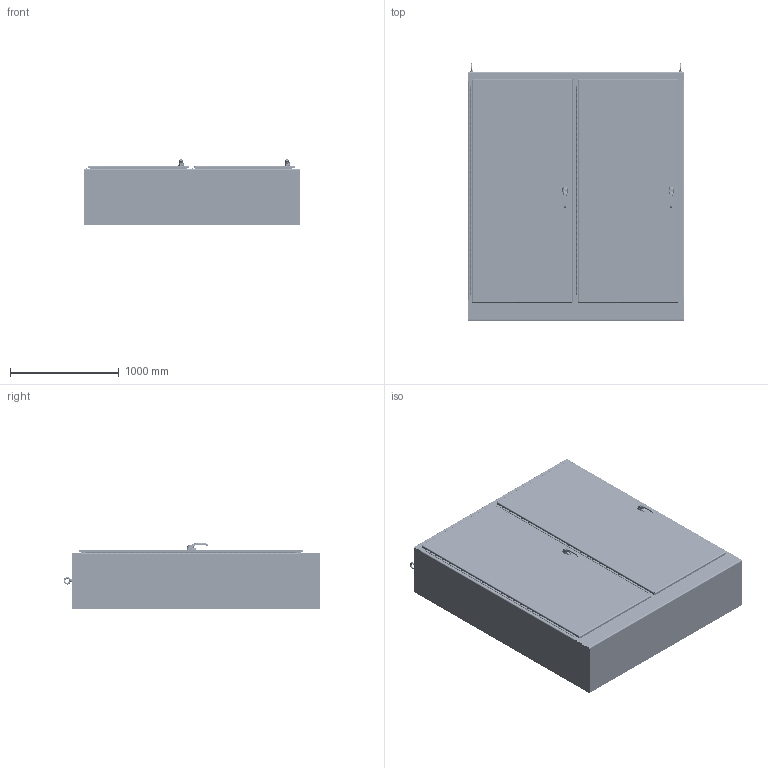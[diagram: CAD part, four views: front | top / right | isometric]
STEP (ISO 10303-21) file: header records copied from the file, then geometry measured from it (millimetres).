
FILE_DESCRIPTION(/* description */ ('WA_XM_SSN4, FREE-STANDING, DISC., 304 S.S., 90x78.5x20'),/* implementation_level */ '2;1');
FILE_NAME(/* name */ 'WA90XM7720SSN4.stp',/* time_stamp */ '2021-03-22T09:52:05-05:00',/* author */ ('kadelman'),/* organization */ (''),/* preprocessor_version */ 'ST-DEVELOPER v18.1',/* originating_system */ 'Autodesk Inventor 2020',/* authorisation */ '');
FILE_SCHEMA (('AUTOMOTIVE_DESIGN { 1 0 10303 214 3 1 1 }'));
Products named in the file (123): WA90XM7720SSN4; WA90XM20SSN4LS; WA90XM77SSN4HFB; WAXM7720SSN4TOP; WAXM7720SSN4BTM; WA90XM20SSN4RS; WA90XMSSN4MR; HFW332010; HFW332010S; HFW12085; HFW388191; HFW332014; HFW332009; HFW332003; HFW332004; HFW332007; HFW332008; HFW332013; HFW332008S; WA90XMSSN4RML; WA90XMSSN4MLR; HFW303135; 31431; HFW332015; HFW332012; HFW332001; HFW332001-1; HFWS332001-2; 30234; 34932; HFW332011; HFW303136; HFW316407_COMPRESSED; FUN00123; WAXM20SSN4LEA; 30221; 316298; HFW3026; 349131; 38714 ...
Assembly tree (221 placements, depth 6):
  WA90XM7720SSN4
    WA90XM20SSN4LS
    WA90XM77SSN4HFB  x2
    WAXM7720SSN4TOP
    WAXM7720SSN4BTM
    WA90XM20SSN4RS
    WA90XMSSN4MR
      HFW332010
        HFW332010S
        HFW12085
        HFW388191
      HFW332014
      HFW332009
      HFW332012  x2
      HFW332015  x2
      HFW332003
      HFW332004
      HFW332007
      HFW332008
        HFW332013
        HFW332008S
      WA90XMSSN4RML
      WA90XMSSN4MLR
      HFW303135  x2
      3881
      31431  x6
      HFW332001
        HFW332001-1
        HFWS332001-2
      30234
      HFW3762
      34929
      34932
      34920  x6
      3905
      HFW332011  x2
    HFW303136  x2
    HFW316407_COMPRESSED  x2
    FUN00123
    WAXM20SSN4LEA  x2
    30221  x8
    316298  x2
    HFW3026  x2
    349131  x2
    38714  x2
    WA90XM77SSN4LDR
      WA90XM77SSN4DR
      LARGE_DOOR_ROD_ASSM-37031
        HFW31712
          1091-903_AF0
            1091-903_AF0_1
            1091-903_AF0_2
          PLASTIC-ROLLER-CAM_AF0_ASM
            PLASTIC-ROLLER-CAM_AF1
            7379-M6-8X25_AF0
            LOCK-NUT_AF0
          SUPPORT-ROLL_AF0
          1091-BR11_AF0
        37031  x2
        ANSI B18.6.3 - 3/8-16 UNC - 1.75  x2
Bounding box: 1993.9 x 2368.49 x 600.48 mm (x, y, z)
Volume: 68110445.6 mm3; surface area: 40104568.1 mm2
Topology: 238 solids, 238 shells, 10618 faces, 27435 edges, 17373 vertices
Faces by surface type: plane 4602, cylinder 3428, bspline 1155, torus 648, cone 515, sphere 270
Full cylindrical faces by diameter (mm): 1.5 x4, 1.587 x1, 2 x1, 2.2 x1, 2.5 x2, 3 x5, 3.1 x4, 3.15 x2, 3.175 x2, 3.5 x6, 3.9 x2, 3.962 x6, 3.969 x8, 4 x1, 4.2 x4, 4.5 x4, 4.762 x1, 4.773 x4, 4.825 x40, 4.978 x5, 5 x11, 5.105 x79, 5.16 x40, 5.2 x1, 5.4 x6, 6 x10, 6.075 x56, 6.128 x4, 6.172 x4, 6.35 x80
Entity records: 233812 total; most frequent: CARTESIAN_POINT 112434, DIRECTION 24426, ORIENTED_EDGE 24318, EDGE_CURVE 12159, AXIS2_PLACEMENT_3D 9150, VERTEX_POINT 7604, LINE 6126, VECTOR 6126
